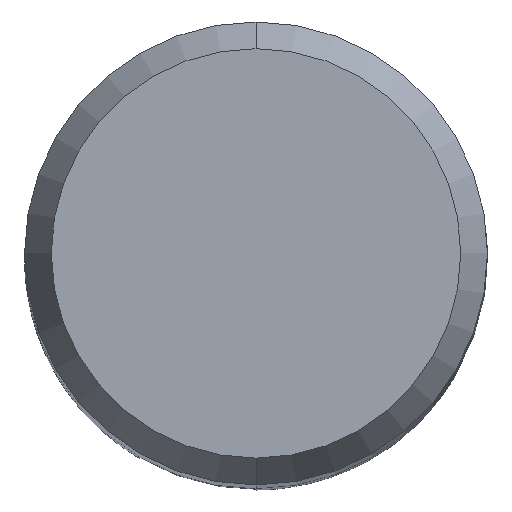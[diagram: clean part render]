
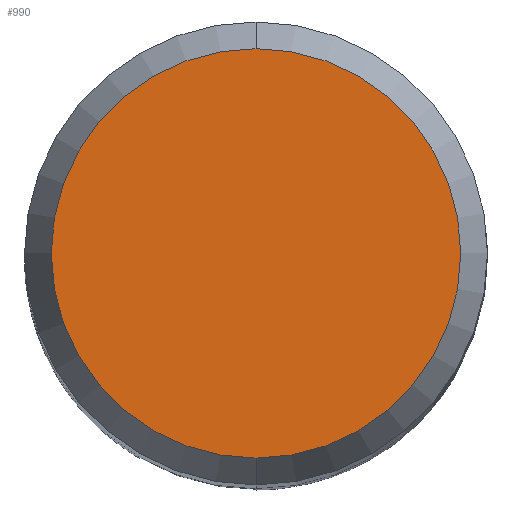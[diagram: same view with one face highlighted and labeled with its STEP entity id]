
A CAD part, top view. The second image highlights one B-rep face of the part: STEP entity #990.
In plain terms, the highlighted planar face has unit normal (0, 0, 1).
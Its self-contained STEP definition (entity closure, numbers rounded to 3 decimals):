
#466=EDGE_CURVE('',#588,#730,#1134,.T.);
#588=VERTEX_POINT('',#1269);
#730=VERTEX_POINT('',#1422);
#824=EDGE_CURVE('',#730,#588,#1525,.T.);
#990=ADVANCED_FACE('',(#1708),#1709,.T.);
#1134=CIRCLE('',#1914,3.538);
#1269=CARTESIAN_POINT('',(0.0,3.538,0.0));
#1422=CARTESIAN_POINT('',(0.,-3.538,0.0));
#1525=CIRCLE('',#2569,3.538);
#1708=FACE_OUTER_BOUND('',#2859,.T.);
#1709=PLANE('',#2860);
#1914=AXIS2_PLACEMENT_3D('',#3006,#3007,#3008);
#2569=AXIS2_PLACEMENT_3D('',#3417,#3418,#3419);
#2859=EDGE_LOOP('',(#3630,#3631));
#2860=AXIS2_PLACEMENT_3D('',#3632,#3633,#3634);
#3006=CARTESIAN_POINT('',(0.0,0.0,0.0));
#3007=DIRECTION('',(0.0,0.0,-1.0));
#3008=DIRECTION('',(0.0,1.0,0.0));
#3417=CARTESIAN_POINT('',(0.0,0.0,0.0));
#3418=DIRECTION('',(0.0,0.0,-1.0));
#3419=DIRECTION('',(0.0,1.0,0.0));
#3630=ORIENTED_EDGE('',*,*,#466,.F.);
#3631=ORIENTED_EDGE('',*,*,#824,.F.);
#3632=CARTESIAN_POINT('',(0.0,1.769,0.0));
#3633=DIRECTION('',(-0.0,0.0,1.0));
#3634=DIRECTION('',(0.0,-1.0,0.0));
